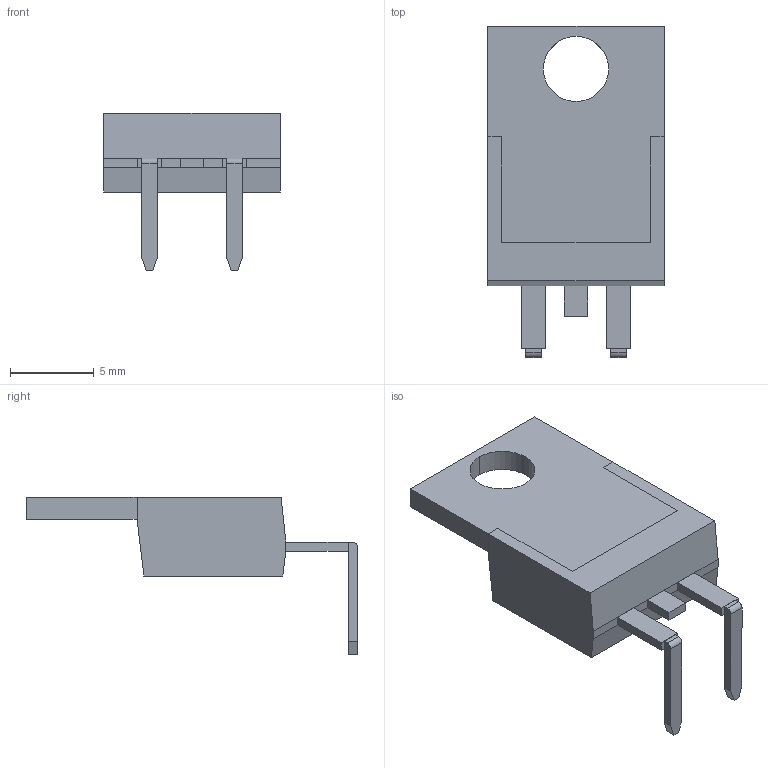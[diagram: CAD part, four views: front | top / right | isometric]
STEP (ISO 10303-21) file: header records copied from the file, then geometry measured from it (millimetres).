
FILE_DESCRIPTION((''),'2;1');
FILE_NAME('TO-220-2-HFLIP.stp','2012-06-13T09:43:34',(''),(''),'Mechanical Desktop 2011','Mechanical Desktop 2011',', , ');
FILE_SCHEMA(('AUTOMOTIVE_DESIGN { 1 2 10303 214 1 1 1 1 }'));
Length unit declared in the file: millimetre
Products named in the file (1): Product
Bounding box: 10.54 x 19.77 x 9.4 mm (x, y, z)
Volume: 517.7 mm3; surface area: 732.6 mm2
Topology: 7 solids, 7 shells, 64 faces, 149 edges, 102 vertices
Faces by surface type: plane 58, cylinder 6
Entity records: 1854 total; most frequent: CARTESIAN_POINT 314, ORIENTED_EDGE 294, DIRECTION 291, EDGE_CURVE 147, VECTOR 137, LINE 137, VERTEX_POINT 98, AXIS2_PLACEMENT_3D 77
